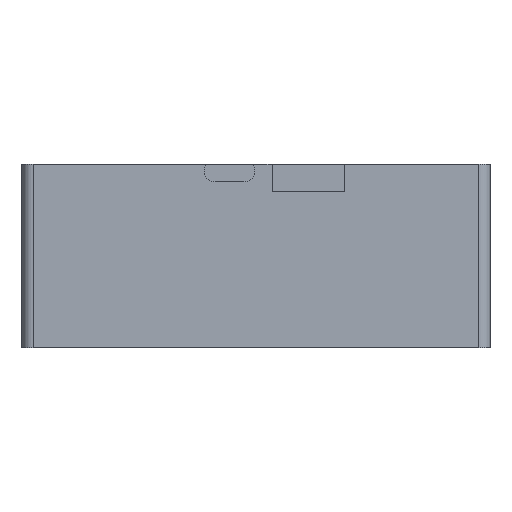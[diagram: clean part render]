
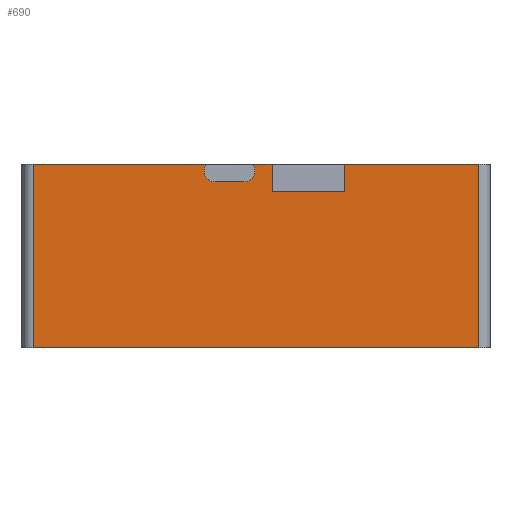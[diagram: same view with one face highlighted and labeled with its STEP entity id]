
A CAD part, front view. The second image highlights one B-rep face of the part: STEP entity #690.
In plain terms, the highlighted planar face has unit normal (0, -1, 0).
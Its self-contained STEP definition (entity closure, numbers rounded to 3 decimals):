
#37 = ORIENTED_EDGE ( 'NONE', *, *, #1886, .F. ) ;
#54 = CARTESIAN_POINT ( 'NONE',  ( -40., -52., -33. ) ) ;
#82 = CIRCLE ( 'NONE', #1596, 2. ) ;
#193 = CARTESIAN_POINT ( 'NONE',  ( 15.897, -52., 0. ) ) ;
#208 = CARTESIAN_POINT ( 'NONE',  ( -0.613, -52., 0. ) ) ;
#288 = CARTESIAN_POINT ( 'NONE',  ( 15.897, -52., -5. ) ) ;
#331 = EDGE_CURVE ( 'NONE', #1351, #3572, #82, .T. ) ;
#340 = VECTOR ( 'NONE', #1946, 1000. ) ;
#402 = EDGE_CURVE ( 'NONE', #2472, #960, #774, .T. ) ;
#483 = VERTEX_POINT ( 'NONE', #4251 ) ;
#490 = EDGE_LOOP ( 'NONE', ( #4034, #2940, #901, #3530, #941, #3019, #1932, #37, #4311, #2358, #1944, #3317 ) ) ;
#548 = LINE ( 'NONE', #1998, #630 ) ;
#565 = LINE ( 'NONE', #2270, #340 ) ;
#630 = VECTOR ( 'NONE', #2298, 1000. ) ;
#639 = DIRECTION ( 'NONE',  ( 0., 0., -1. ) ) ;
#643 = EDGE_CURVE ( 'NONE', #4306, #1351, #565, .T. ) ;
#690 = ADVANCED_FACE ( 'NONE', ( #1557 ), #3996, .F. ) ;
#740 = DIRECTION ( 'NONE',  ( -1., 0., 0. ) ) ;
#768 = DIRECTION ( 'NONE',  ( -1., 0., 0. ) ) ;
#774 = LINE ( 'NONE', #1164, #2844 ) ;
#854 = CARTESIAN_POINT ( 'NONE',  ( 15.897, -52., 0. ) ) ;
#901 = ORIENTED_EDGE ( 'NONE', *, *, #1032, .T. ) ;
#913 = VECTOR ( 'NONE', #768, 1000. ) ;
#941 = ORIENTED_EDGE ( 'NONE', *, *, #1984, .F. ) ;
#960 = VERTEX_POINT ( 'NONE', #288 ) ;
#978 = CARTESIAN_POINT ( 'NONE',  ( 40., -52., 0. ) ) ;
#999 = EDGE_CURVE ( 'NONE', #4341, #1457, #3251, .T. ) ;
#1032 = EDGE_CURVE ( 'NONE', #3219, #1457, #2151, .T. ) ;
#1164 = CARTESIAN_POINT ( 'NONE',  ( 2.897, -52., -5. ) ) ;
#1265 = VERTEX_POINT ( 'NONE', #193 ) ;
#1340 = CARTESIAN_POINT ( 'NONE',  ( -2.213, -52., -3.2 ) ) ;
#1348 = CARTESIAN_POINT ( 'NONE',  ( -40., -52., -33. ) ) ;
#1351 = VERTEX_POINT ( 'NONE', #1340 ) ;
#1407 = CARTESIAN_POINT ( 'NONE',  ( 40., -52., 0. ) ) ;
#1452 = VECTOR ( 'NONE', #740, 1000. ) ;
#1457 = VERTEX_POINT ( 'NONE', #1828 ) ;
#1517 = EDGE_CURVE ( 'NONE', #2969, #1265, #4564, .T. ) ;
#1539 = DIRECTION ( 'NONE',  ( 0., 1., 0. ) ) ;
#1557 = FACE_OUTER_BOUND ( 'NONE', #490, .T. ) ;
#1596 = AXIS2_PLACEMENT_3D ( 'NONE', #3580, #2595, #3233 ) ;
#1600 = VECTOR ( 'NONE', #3923, 1000. ) ;
#1665 = CARTESIAN_POINT ( 'NONE',  ( -8.913, -52., 0. ) ) ;
#1762 = CARTESIAN_POINT ( 'NONE',  ( 40., -52., 0. ) ) ;
#1828 = CARTESIAN_POINT ( 'NONE',  ( -40., -52., 0. ) ) ;
#1886 = EDGE_CURVE ( 'NONE', #960, #1265, #2931, .T. ) ;
#1932 = ORIENTED_EDGE ( 'NONE', *, *, #1517, .T. ) ;
#1944 = ORIENTED_EDGE ( 'NONE', *, *, #4355, .T. ) ;
#1946 = DIRECTION ( 'NONE',  ( 1., 0., 0. ) ) ;
#1984 = EDGE_CURVE ( 'NONE', #3337, #4341, #3755, .T. ) ;
#1998 = CARTESIAN_POINT ( 'NONE',  ( 40., -52., 0. ) ) ;
#2151 = LINE ( 'NONE', #1762, #913 ) ;
#2270 = CARTESIAN_POINT ( 'NONE',  ( -2.213, -52., -3.2 ) ) ;
#2298 = DIRECTION ( 'NONE',  ( -1., 0., 0. ) ) ;
#2358 = ORIENTED_EDGE ( 'NONE', *, *, #3118, .F. ) ;
#2367 = CARTESIAN_POINT ( 'NONE',  ( -7.313, -52., -3.2 ) ) ;
#2390 = CARTESIAN_POINT ( 'NONE',  ( -7.313, -52., -1.2 ) ) ;
#2472 = VERTEX_POINT ( 'NONE', #4144 ) ;
#2578 = EDGE_CURVE ( 'NONE', #3219, #4306, #3836, .T. ) ;
#2595 = DIRECTION ( 'NONE',  ( 0., -1., 0. ) ) ;
#2632 = VECTOR ( 'NONE', #3666, 1000. ) ;
#2685 = VECTOR ( 'NONE', #4249, 1000. ) ;
#2844 = VECTOR ( 'NONE', #2850, 1000. ) ;
#2850 = DIRECTION ( 'NONE',  ( 1., 0., 0. ) ) ;
#2867 = CARTESIAN_POINT ( 'NONE',  ( 2.897, -52., 0. ) ) ;
#2931 = LINE ( 'NONE', #854, #2632 ) ;
#2940 = ORIENTED_EDGE ( 'NONE', *, *, #2578, .F. ) ;
#2969 = VERTEX_POINT ( 'NONE', #978 ) ;
#3019 = ORIENTED_EDGE ( 'NONE', *, *, #3558, .T. ) ;
#3118 = EDGE_CURVE ( 'NONE', #483, #2472, #3973, .T. ) ;
#3219 = VERTEX_POINT ( 'NONE', #1665 ) ;
#3233 = DIRECTION ( 'NONE',  ( 0., 0., -1. ) ) ;
#3251 = LINE ( 'NONE', #54, #2685 ) ;
#3274 = CARTESIAN_POINT ( 'NONE',  ( 40., -52., -33. ) ) ;
#3317 = ORIENTED_EDGE ( 'NONE', *, *, #331, .F. ) ;
#3337 = VERTEX_POINT ( 'NONE', #4217 ) ;
#3375 = CARTESIAN_POINT ( 'NONE',  ( 40., -52., -33. ) ) ;
#3530 = ORIENTED_EDGE ( 'NONE', *, *, #999, .F. ) ;
#3535 = VECTOR ( 'NONE', #4124, 1000. ) ;
#3558 = EDGE_CURVE ( 'NONE', #3337, #2969, #3681, .T. ) ;
#3572 = VERTEX_POINT ( 'NONE', #208 ) ;
#3580 = CARTESIAN_POINT ( 'NONE',  ( -2.213, -52., -1.2 ) ) ;
#3666 = DIRECTION ( 'NONE',  ( 0., 0., 1. ) ) ;
#3681 = LINE ( 'NONE', #3375, #3535 ) ;
#3755 = LINE ( 'NONE', #4128, #4504 ) ;
#3793 = DIRECTION ( 'NONE',  ( 0., -1., 0. ) ) ;
#3836 = CIRCLE ( 'NONE', #4432, 2. ) ;
#3923 = DIRECTION ( 'NONE',  ( 0., 0., -1. ) ) ;
#3973 = LINE ( 'NONE', #2867, #1600 ) ;
#3996 = PLANE ( 'NONE',  #4155 ) ;
#4034 = ORIENTED_EDGE ( 'NONE', *, *, #643, .F. ) ;
#4062 = DIRECTION ( 'NONE',  ( -1., 0., 0. ) ) ;
#4124 = DIRECTION ( 'NONE',  ( 0., 0., 1. ) ) ;
#4128 = CARTESIAN_POINT ( 'NONE',  ( 40., -52., -33. ) ) ;
#4144 = CARTESIAN_POINT ( 'NONE',  ( 2.897, -52., -5. ) ) ;
#4155 = AXIS2_PLACEMENT_3D ( 'NONE', #3274, #1539, #4343 ) ;
#4217 = CARTESIAN_POINT ( 'NONE',  ( 40., -52., -33. ) ) ;
#4249 = DIRECTION ( 'NONE',  ( 0., 0., 1. ) ) ;
#4251 = CARTESIAN_POINT ( 'NONE',  ( 2.897, -52., 0. ) ) ;
#4306 = VERTEX_POINT ( 'NONE', #2367 ) ;
#4311 = ORIENTED_EDGE ( 'NONE', *, *, #402, .F. ) ;
#4341 = VERTEX_POINT ( 'NONE', #1348 ) ;
#4343 = DIRECTION ( 'NONE',  ( 0., 0., 1. ) ) ;
#4355 = EDGE_CURVE ( 'NONE', #483, #3572, #548, .T. ) ;
#4432 = AXIS2_PLACEMENT_3D ( 'NONE', #2390, #3793, #639 ) ;
#4504 = VECTOR ( 'NONE', #4062, 1000. ) ;
#4564 = LINE ( 'NONE', #1407, #1452 ) ;
